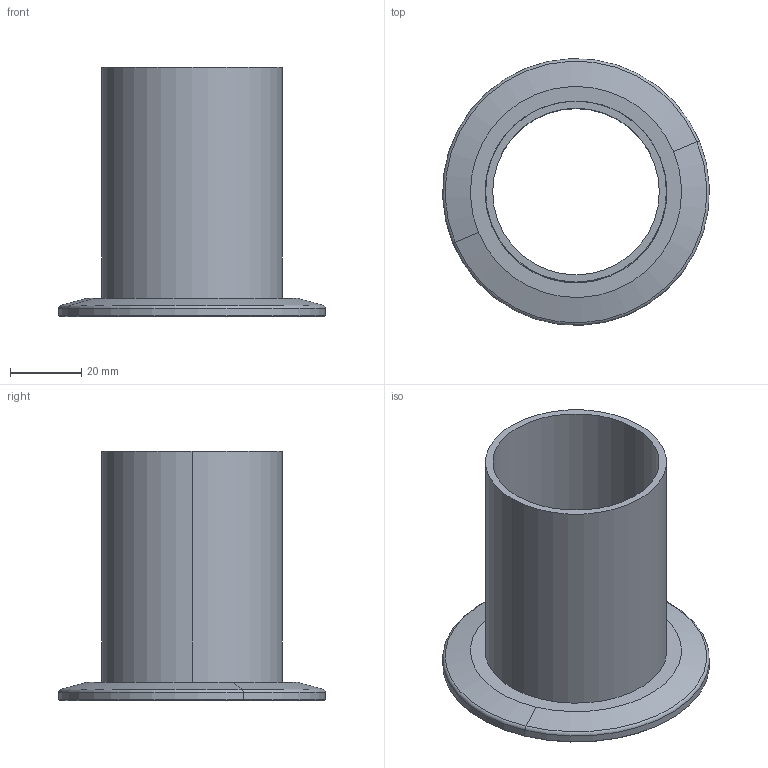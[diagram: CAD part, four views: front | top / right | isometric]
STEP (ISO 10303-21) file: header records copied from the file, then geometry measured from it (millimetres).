
FILE_DESCRIPTION (( 'STEP AP214' ), '1' );
FILE_NAME ('Hositrad_KO50-50.STEP', '2017-05-29T08:39:00', ( 'Gebruiker' ), ( '' ), 'SwSTEP 2.0', 'SolidWorks 2017', '' );
FILE_SCHEMA (( 'AUTOMOTIVE_DESIGN' ));
Length unit declared in the file: millimetre
Products named in the file (3): KF50WS_KF50-50; Hositrad_KO50-50; KF-Full&half-Nipple-Tube-All_KO50-50
Assembly tree (2 placements, depth 2):
  Hositrad_KO50-50
    KF-Full&half-Nipple-Tube-All_KO50-50
    KF50WS_KF50-50
Bounding box: 74.93 x 74.93 x 70 mm (x, y, z)
Volume: 30629.6 mm3; surface area: 27716.2 mm2
Topology: 2 solids, 2 shells, 26 faces, 52 edges, 32 vertices
Faces by surface type: cylinder 12, plane 6, cone 6, torus 2
Entity records: 804 total; most frequent: DIRECTION 148, CARTESIAN_POINT 115, ORIENTED_EDGE 104, AXIS2_PLACEMENT_3D 65, EDGE_CURVE 52, CIRCLE 34, EDGE_LOOP 32, VERTEX_POINT 32
